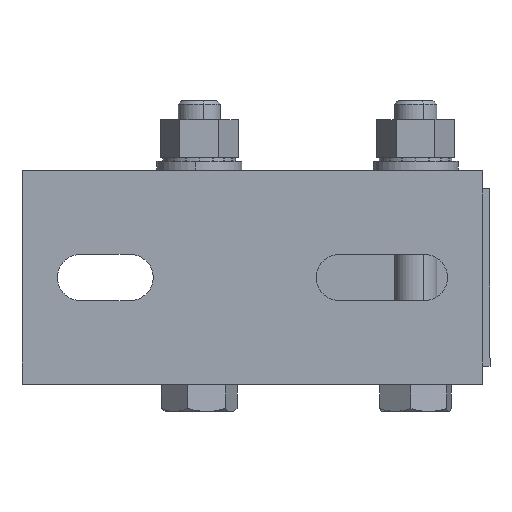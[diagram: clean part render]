
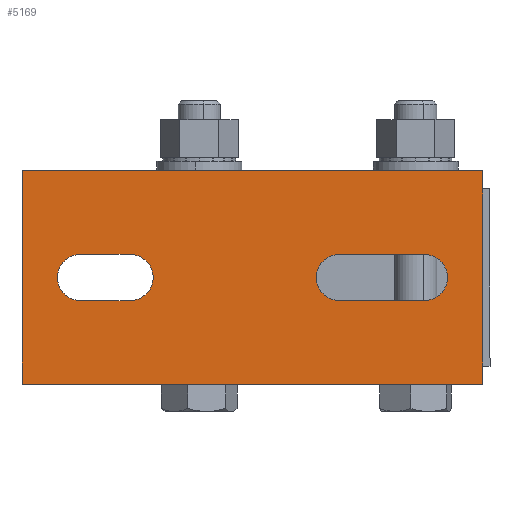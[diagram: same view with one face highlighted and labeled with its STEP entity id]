
A CAD part, left-side view. The second image highlights one B-rep face of the part: STEP entity #5169.
In plain terms, the highlighted face is planar.
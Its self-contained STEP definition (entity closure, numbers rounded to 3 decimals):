
#108 = CARTESIAN_POINT ( 'NONE',  ( -23.25, 0., -4. ) ) ;
#139 = CIRCLE ( 'NONE', #5616, 6.5 ) ;
#176 = LINE ( 'NONE', #3148, #6981 ) ;
#372 = LINE ( 'NONE', #5008, #6975 ) ;
#421 = CARTESIAN_POINT ( 'NONE',  ( 30.25, 130., -4. ) ) ;
#447 = VERTEX_POINT ( 'NONE', #492 ) ;
#487 = VERTEX_POINT ( 'NONE', #2204 ) ;
#492 = CARTESIAN_POINT ( 'NONE',  ( 30.25, 0., -4. ) ) ;
#510 = DIRECTION ( 'NONE',  ( 0., 0., 1. ) ) ;
#556 = VERTEX_POINT ( 'NONE', #1230 ) ;
#586 = EDGE_CURVE ( 'NONE', #487, #4255, #5461, .T. ) ;
#631 = VECTOR ( 'NONE', #7044, 1000. ) ;
#687 = LINE ( 'NONE', #1827, #4023 ) ;
#707 = CARTESIAN_POINT ( 'NONE',  ( 0., 30.5, -4. ) ) ;
#767 = LINE ( 'NONE', #1869, #631 ) ;
#784 = EDGE_CURVE ( 'NONE', #4060, #2632, #139, .T. ) ;
#827 = VERTEX_POINT ( 'NONE', #2264 ) ;
#897 = ORIENTED_EDGE ( 'NONE', *, *, #6319, .T. ) ;
#1076 = ORIENTED_EDGE ( 'NONE', *, *, #5156, .T. ) ;
#1138 = EDGE_LOOP ( 'NONE', ( #4840, #4967, #2693, #897 ) ) ;
#1175 = VERTEX_POINT ( 'NONE', #2827 ) ;
#1230 = CARTESIAN_POINT ( 'NONE',  ( -30.25, 130., -4. ) ) ;
#1257 = VERTEX_POINT ( 'NONE', #5908 ) ;
#1290 = EDGE_CURVE ( 'NONE', #7037, #2475, #1606, .T. ) ;
#1308 = DIRECTION ( 'NONE',  ( 0., -1., 0. ) ) ;
#1429 = EDGE_CURVE ( 'NONE', #2475, #1257, #3765, .T. ) ;
#1451 = CARTESIAN_POINT ( 'NONE',  ( 30.25, 77., -4. ) ) ;
#1488 = FACE_OUTER_BOUND ( 'NONE', #3009, .T. ) ;
#1521 = LINE ( 'NONE', #5080, #6265 ) ;
#1527 = DIRECTION ( 'NONE',  ( 1., 0., 0. ) ) ;
#1534 = DIRECTION ( 'NONE',  ( 0., 1., 0. ) ) ;
#1606 = CIRCLE ( 'NONE', #4745, 6.5 ) ;
#1716 = CIRCLE ( 'NONE', #5980, 6.5 ) ;
#1734 = CIRCLE ( 'NONE', #6957, 6.5 ) ;
#1827 = CARTESIAN_POINT ( 'NONE',  ( -6.5, 30.5, -4. ) ) ;
#1841 = EDGE_LOOP ( 'NONE', ( #4536, #4287, #6685, #6654 ) ) ;
#1850 = DIRECTION ( 'NONE',  ( -1., 0., 0. ) ) ;
#1869 = CARTESIAN_POINT ( 'NONE',  ( -41.713, 130., -4. ) ) ;
#2079 = EDGE_CURVE ( 'NONE', #487, #3270, #767, .T. ) ;
#2081 = EDGE_CURVE ( 'NONE', #827, #4060, #687, .T. ) ;
#2204 = CARTESIAN_POINT ( 'NONE',  ( 23.25, 130., -4. ) ) ;
#2243 = VERTEX_POINT ( 'NONE', #3177 ) ;
#2244 = CARTESIAN_POINT ( 'NONE',  ( -23.25, 130., -4. ) ) ;
#2264 = CARTESIAN_POINT ( 'NONE',  ( -6.5, 30.5, -4. ) ) ;
#2393 = ORIENTED_EDGE ( 'NONE', *, *, #6610, .T. ) ;
#2407 = EDGE_CURVE ( 'NONE', #4388, #447, #4550, .T. ) ;
#2436 = CARTESIAN_POINT ( 'NONE',  ( 0., 89.5, -4. ) ) ;
#2475 = VERTEX_POINT ( 'NONE', #3000 ) ;
#2554 = DIRECTION ( 'NONE',  ( 0., 0., -1. ) ) ;
#2600 = CARTESIAN_POINT ( 'NONE',  ( 6.5, 113.5, -4. ) ) ;
#2632 = VERTEX_POINT ( 'NONE', #4964 ) ;
#2675 = EDGE_CURVE ( 'NONE', #1257, #7359, #1716, .T. ) ;
#2693 = ORIENTED_EDGE ( 'NONE', *, *, #784, .T. ) ;
#2827 = CARTESIAN_POINT ( 'NONE',  ( -23.25, 0., -4. ) ) ;
#2881 = DIRECTION ( 'NONE',  ( 0., 0., 1. ) ) ;
#2926 = VECTOR ( 'NONE', #6617, 1000. ) ;
#2933 = VECTOR ( 'NONE', #3351, 1000. ) ;
#3000 = CARTESIAN_POINT ( 'NONE',  ( 6.5, 89.5, -4. ) ) ;
#3009 = EDGE_LOOP ( 'NONE', ( #7126, #4657, #1076, #6363, #3145, #2393, #5307, #4418 ) ) ;
#3092 = VECTOR ( 'NONE', #3764, 1000. ) ;
#3139 = CARTESIAN_POINT ( 'NONE',  ( 6.5, 30.5, -4. ) ) ;
#3145 = ORIENTED_EDGE ( 'NONE', *, *, #5945, .F. ) ;
#3148 = CARTESIAN_POINT ( 'NONE',  ( 30., 0., -4. ) ) ;
#3177 = CARTESIAN_POINT ( 'NONE',  ( 6.5, 30.5, -4. ) ) ;
#3270 = VERTEX_POINT ( 'NONE', #2244 ) ;
#3351 = DIRECTION ( 'NONE',  ( 1., 0., 0. ) ) ;
#3436 = DIRECTION ( 'NONE',  ( -1., 0., 0. ) ) ;
#3445 = CARTESIAN_POINT ( 'NONE',  ( -6.5, 89.5, -4. ) ) ;
#3544 = CARTESIAN_POINT ( 'NONE',  ( 0., 113.5, -4. ) ) ;
#3697 = LINE ( 'NONE', #3139, #6375 ) ;
#3733 = FACE_BOUND ( 'NONE', #1841, .T. ) ;
#3764 = DIRECTION ( 'NONE',  ( 0., -1., 0. ) ) ;
#3765 = LINE ( 'NONE', #2600, #5858 ) ;
#3941 = CARTESIAN_POINT ( 'NONE',  ( -101., 0., -4. ) ) ;
#3978 = CARTESIAN_POINT ( 'NONE',  ( 23.25, 0., -4. ) ) ;
#4023 = VECTOR ( 'NONE', #1308, 1000. ) ;
#4060 = VERTEX_POINT ( 'NONE', #4209 ) ;
#4130 = EDGE_CURVE ( 'NONE', #2243, #827, #1734, .T. ) ;
#4209 = CARTESIAN_POINT ( 'NONE',  ( -6.5, 16.5, -4. ) ) ;
#4255 = VERTEX_POINT ( 'NONE', #421 ) ;
#4287 = ORIENTED_EDGE ( 'NONE', *, *, #5710, .T. ) ;
#4388 = VERTEX_POINT ( 'NONE', #3978 ) ;
#4418 = ORIENTED_EDGE ( 'NONE', *, *, #6218, .F. ) ;
#4536 = ORIENTED_EDGE ( 'NONE', *, *, #2675, .T. ) ;
#4550 = LINE ( 'NONE', #3941, #2933 ) ;
#4641 = DIRECTION ( 'NONE',  ( 1., 0., 0. ) ) ;
#4657 = ORIENTED_EDGE ( 'NONE', *, *, #586, .T. ) ;
#4702 = LINE ( 'NONE', #1451, #3092 ) ;
#4745 = AXIS2_PLACEMENT_3D ( 'NONE', #2436, #5406, #6469 ) ;
#4825 = FACE_BOUND ( 'NONE', #1138, .T. ) ;
#4840 = ORIENTED_EDGE ( 'NONE', *, *, #4130, .T. ) ;
#4861 = DIRECTION ( 'NONE',  ( -1., 0., 0. ) ) ;
#4964 = CARTESIAN_POINT ( 'NONE',  ( 6.5, 16.5, -4. ) ) ;
#4967 = ORIENTED_EDGE ( 'NONE', *, *, #2081, .T. ) ;
#5008 = CARTESIAN_POINT ( 'NONE',  ( -6.5, 113.5, -4. ) ) ;
#5080 = CARTESIAN_POINT ( 'NONE',  ( -30.25, 77., -4. ) ) ;
#5156 = EDGE_CURVE ( 'NONE', #4255, #447, #4702, .T. ) ;
#5169 = ADVANCED_FACE ( 'NONE', ( #1488, #3733, #4825 ), #6701, .T. ) ;
#5294 = CARTESIAN_POINT ( 'NONE',  ( -6.5, 113.5, -4. ) ) ;
#5307 = ORIENTED_EDGE ( 'NONE', *, *, #6919, .F. ) ;
#5314 = LINE ( 'NONE', #108, #7472 ) ;
#5406 = DIRECTION ( 'NONE',  ( 0., 0., 1. ) ) ;
#5451 = DIRECTION ( 'NONE',  ( 0., 1., 0. ) ) ;
#5459 = DIRECTION ( 'NONE',  ( 1., 0., 0. ) ) ;
#5461 = LINE ( 'NONE', #7220, #2926 ) ;
#5523 = CARTESIAN_POINT ( 'NONE',  ( -101., 77., -4. ) ) ;
#5616 = AXIS2_PLACEMENT_3D ( 'NONE', #6973, #510, #5722 ) ;
#5710 = EDGE_CURVE ( 'NONE', #7359, #7037, #372, .T. ) ;
#5722 = DIRECTION ( 'NONE',  ( 1., 0., 0. ) ) ;
#5858 = VECTOR ( 'NONE', #1534, 1000. ) ;
#5908 = CARTESIAN_POINT ( 'NONE',  ( 6.5, 113.5, -4. ) ) ;
#5945 = EDGE_CURVE ( 'NONE', #1175, #4388, #176, .T. ) ;
#5980 = AXIS2_PLACEMENT_3D ( 'NONE', #3544, #2881, #4641 ) ;
#6032 = VERTEX_POINT ( 'NONE', #6789 ) ;
#6218 = EDGE_CURVE ( 'NONE', #3270, #556, #7009, .T. ) ;
#6247 = AXIS2_PLACEMENT_3D ( 'NONE', #5523, #2554, #4861 ) ;
#6265 = VECTOR ( 'NONE', #7409, 1000. ) ;
#6297 = CARTESIAN_POINT ( 'NONE',  ( -101., 130., -4. ) ) ;
#6319 = EDGE_CURVE ( 'NONE', #2632, #2243, #3697, .T. ) ;
#6363 = ORIENTED_EDGE ( 'NONE', *, *, #2407, .F. ) ;
#6375 = VECTOR ( 'NONE', #5451, 1000. ) ;
#6469 = DIRECTION ( 'NONE',  ( 1., 0., 0. ) ) ;
#6610 = EDGE_CURVE ( 'NONE', #1175, #6032, #5314, .T. ) ;
#6617 = DIRECTION ( 'NONE',  ( 1., 0., 0. ) ) ;
#6654 = ORIENTED_EDGE ( 'NONE', *, *, #1429, .T. ) ;
#6685 = ORIENTED_EDGE ( 'NONE', *, *, #1290, .T. ) ;
#6701 = PLANE ( 'NONE',  #6247 ) ;
#6789 = CARTESIAN_POINT ( 'NONE',  ( -30.25, 0., -4. ) ) ;
#6919 = EDGE_CURVE ( 'NONE', #556, #6032, #1521, .T. ) ;
#6957 = AXIS2_PLACEMENT_3D ( 'NONE', #707, #7380, #1527 ) ;
#6973 = CARTESIAN_POINT ( 'NONE',  ( 0., 16.5, -4. ) ) ;
#6975 = VECTOR ( 'NONE', #7333, 1000. ) ;
#6981 = VECTOR ( 'NONE', #5459, 1000. ) ;
#7009 = LINE ( 'NONE', #6297, #7234 ) ;
#7037 = VERTEX_POINT ( 'NONE', #3445 ) ;
#7044 = DIRECTION ( 'NONE',  ( -1., 0., 0. ) ) ;
#7126 = ORIENTED_EDGE ( 'NONE', *, *, #2079, .F. ) ;
#7220 = CARTESIAN_POINT ( 'NONE',  ( 23.25, 130., -4. ) ) ;
#7234 = VECTOR ( 'NONE', #3436, 1000. ) ;
#7333 = DIRECTION ( 'NONE',  ( 0., -1., 0. ) ) ;
#7359 = VERTEX_POINT ( 'NONE', #5294 ) ;
#7380 = DIRECTION ( 'NONE',  ( 0., 0., 1. ) ) ;
#7409 = DIRECTION ( 'NONE',  ( 0., -1., 0. ) ) ;
#7472 = VECTOR ( 'NONE', #1850, 1000. ) ;
